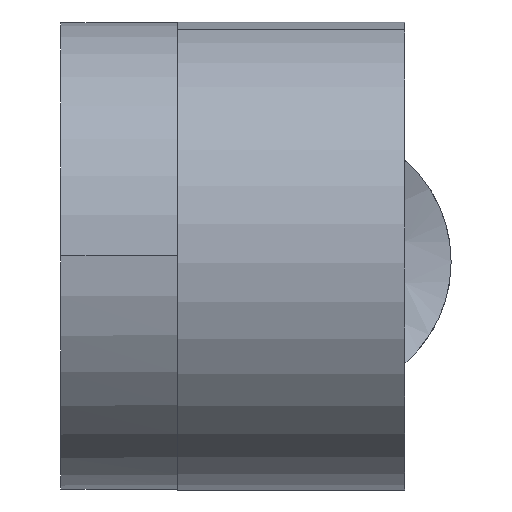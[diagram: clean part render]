
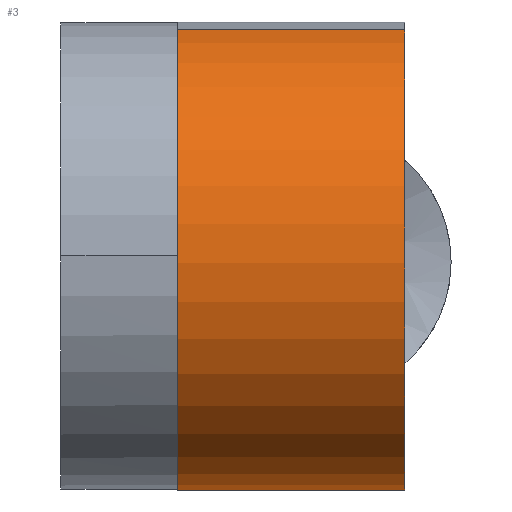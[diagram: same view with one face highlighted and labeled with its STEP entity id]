
A CAD part, left-side view. The second image highlights one B-rep face of the part: STEP entity #3.
In plain terms, the highlighted cylindrical face has radius 4.019 mm (diameter 8.039 mm), a partial arc.
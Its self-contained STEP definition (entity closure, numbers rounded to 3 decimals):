
#3 = ADVANCED_FACE ( 'NONE', ( #583 ), #213, .T. ) ;
#23 = DIRECTION ( 'NONE',  ( 0., 1., 0. ) ) ;
#39 = VECTOR ( 'NONE', #708, 1000. ) ;
#63 = DIRECTION ( 'NONE',  ( 0., -1., 0. ) ) ;
#87 = VERTEX_POINT ( 'NONE', #120 ) ;
#95 = CARTESIAN_POINT ( 'NONE',  ( 65.401, 56.354, 51.18 ) ) ;
#104 = LINE ( 'NONE', #396, #132 ) ;
#116 = EDGE_CURVE ( 'NONE', #778, #496, #178, .T. ) ;
#120 = CARTESIAN_POINT ( 'NONE',  ( 63.836, 56.354, 59.046 ) ) ;
#132 = VECTOR ( 'NONE', #221, 1000. ) ;
#150 = ORIENTED_EDGE ( 'NONE', *, *, #699, .F. ) ;
#178 = LINE ( 'NONE', #468, #39 ) ;
#213 = CYLINDRICAL_SURFACE ( 'NONE', #688, 4.02 ) ;
#221 = DIRECTION ( 'NONE',  ( 0., -1., 0. ) ) ;
#232 = EDGE_CURVE ( 'NONE', #87, #778, #563, .T. ) ;
#264 = DIRECTION ( 'NONE',  ( -1., 0., 0. ) ) ;
#266 = DIRECTION ( 'NONE',  ( 0., 1., 0. ) ) ;
#268 = ORIENTED_EDGE ( 'NONE', *, *, #116, .T. ) ;
#271 = DIRECTION ( 'NONE',  ( 0., 0., 1. ) ) ;
#322 = DIRECTION ( 'NONE',  ( 0., 0., 1. ) ) ;
#336 = CARTESIAN_POINT ( 'NONE',  ( 63.836, 52.451, 59.046 ) ) ;
#339 = CIRCLE ( 'NONE', #538, 4.02 ) ;
#392 = CARTESIAN_POINT ( 'NONE',  ( 64.893, 57.134, 55.168 ) ) ;
#396 = CARTESIAN_POINT ( 'NONE',  ( 63.836, 56.354, 59.046 ) ) ;
#425 = CARTESIAN_POINT ( 'NONE',  ( 65.401, 52.451, 51.18 ) ) ;
#450 = VERTEX_POINT ( 'NONE', #336 ) ;
#468 = CARTESIAN_POINT ( 'NONE',  ( 65.401, 57.134, 51.18 ) ) ;
#476 = EDGE_LOOP ( 'NONE', ( #268, #618, #150, #533 ) ) ;
#496 = VERTEX_POINT ( 'NONE', #425 ) ;
#520 = EDGE_CURVE ( 'NONE', #496, #450, #339, .T. ) ;
#533 = ORIENTED_EDGE ( 'NONE', *, *, #232, .T. ) ;
#538 = AXIS2_PLACEMENT_3D ( 'NONE', #631, #266, #322 ) ;
#563 = CIRCLE ( 'NONE', #765, 4.02 ) ;
#583 = FACE_OUTER_BOUND ( 'NONE', #476, .T. ) ;
#618 = ORIENTED_EDGE ( 'NONE', *, *, #520, .T. ) ;
#631 = CARTESIAN_POINT ( 'NONE',  ( 64.893, 52.451, 55.168 ) ) ;
#688 = AXIS2_PLACEMENT_3D ( 'NONE', #392, #23, #271 ) ;
#699 = EDGE_CURVE ( 'NONE', #87, #450, #104, .T. ) ;
#708 = DIRECTION ( 'NONE',  ( 0., -1., 0. ) ) ;
#734 = CARTESIAN_POINT ( 'NONE',  ( 64.893, 56.354, 55.168 ) ) ;
#765 = AXIS2_PLACEMENT_3D ( 'NONE', #734, #63, #264 ) ;
#778 = VERTEX_POINT ( 'NONE', #95 ) ;
